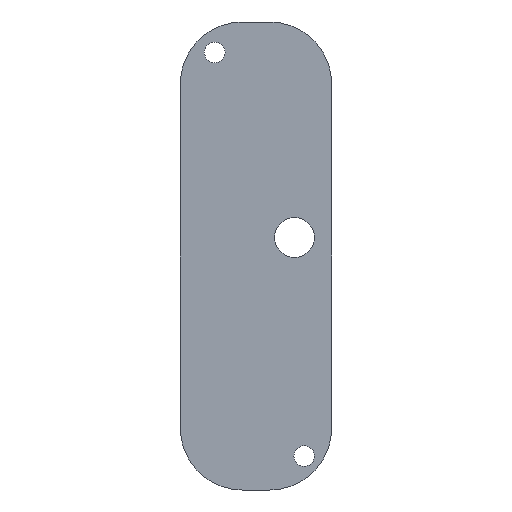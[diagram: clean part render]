
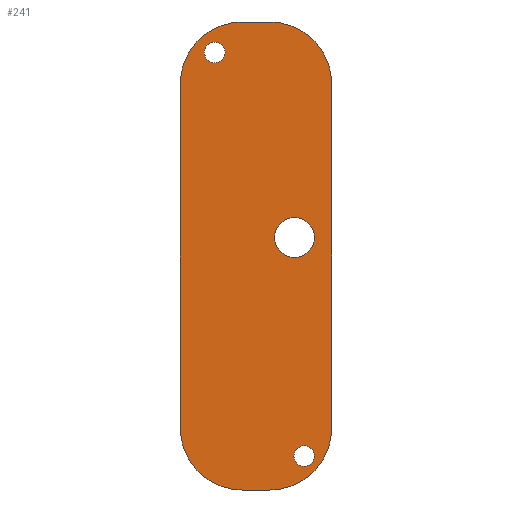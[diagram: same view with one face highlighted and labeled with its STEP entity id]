
A CAD part, front view. The second image highlights one B-rep face of the part: STEP entity #241.
In plain terms, the highlighted planar face has unit normal (0, -1, 0).
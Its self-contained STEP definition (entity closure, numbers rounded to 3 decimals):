
#15=FACE_BOUND('',#43,.T.);
#16=FACE_BOUND('',#44,.T.);
#17=FACE_BOUND('',#45,.T.);
#21=PLANE('',#272);
#29=FACE_OUTER_BOUND('',#42,.T.);
#42=EDGE_LOOP('',(#174,#175,#176,#177,#178,#179,#180,#181));
#43=EDGE_LOOP('',(#182));
#44=EDGE_LOOP('',(#183));
#45=EDGE_LOOP('',(#184));
#61=LINE('',#384,#80);
#62=LINE('',#388,#81);
#63=LINE('',#392,#82);
#64=LINE('',#396,#83);
#80=VECTOR('',#311,10.);
#81=VECTOR('',#314,10.);
#82=VECTOR('',#317,10.);
#83=VECTOR('',#320,10.);
#97=CIRCLE('',#267,1.5);
#99=CIRCLE('',#270,1.5);
#101=CIRCLE('',#273,9.);
#102=CIRCLE('',#274,9.);
#103=CIRCLE('',#275,9.);
#104=CIRCLE('',#276,9.);
#105=CIRCLE('',#277,2.9);
#111=VERTEX_POINT('',#370);
#113=VERTEX_POINT('',#376);
#115=VERTEX_POINT('',#382);
#116=VERTEX_POINT('',#383);
#117=VERTEX_POINT('',#385);
#118=VERTEX_POINT('',#387);
#119=VERTEX_POINT('',#389);
#120=VERTEX_POINT('',#391);
#121=VERTEX_POINT('',#393);
#122=VERTEX_POINT('',#395);
#123=VERTEX_POINT('',#398);
#133=EDGE_CURVE('',#111,#111,#97,.T.);
#136=EDGE_CURVE('',#113,#113,#99,.T.);
#139=EDGE_CURVE('',#115,#116,#61,.T.);
#140=EDGE_CURVE('',#117,#115,#101,.T.);
#141=EDGE_CURVE('',#118,#117,#62,.T.);
#142=EDGE_CURVE('',#119,#118,#102,.T.);
#143=EDGE_CURVE('',#120,#119,#63,.T.);
#144=EDGE_CURVE('',#121,#120,#103,.T.);
#145=EDGE_CURVE('',#122,#121,#64,.T.);
#146=EDGE_CURVE('',#116,#122,#104,.T.);
#147=EDGE_CURVE('',#123,#123,#105,.T.);
#174=ORIENTED_EDGE('',*,*,#139,.F.);
#175=ORIENTED_EDGE('',*,*,#140,.F.);
#176=ORIENTED_EDGE('',*,*,#141,.F.);
#177=ORIENTED_EDGE('',*,*,#142,.F.);
#178=ORIENTED_EDGE('',*,*,#143,.F.);
#179=ORIENTED_EDGE('',*,*,#144,.F.);
#180=ORIENTED_EDGE('',*,*,#145,.F.);
#181=ORIENTED_EDGE('',*,*,#146,.F.);
#182=ORIENTED_EDGE('',*,*,#133,.T.);
#183=ORIENTED_EDGE('',*,*,#136,.T.);
#184=ORIENTED_EDGE('',*,*,#147,.T.);
#241=ADVANCED_FACE('',(#29,#15,#16,#17),#21,.F.);
#267=AXIS2_PLACEMENT_3D('',#371,#297,#298);
#270=AXIS2_PLACEMENT_3D('',#377,#304,#305);
#272=AXIS2_PLACEMENT_3D('',#381,#309,#310);
#273=AXIS2_PLACEMENT_3D('',#386,#312,#313);
#274=AXIS2_PLACEMENT_3D('',#390,#315,#316);
#275=AXIS2_PLACEMENT_3D('',#394,#318,#319);
#276=AXIS2_PLACEMENT_3D('',#397,#321,#322);
#277=AXIS2_PLACEMENT_3D('',#399,#323,#324);
#297=DIRECTION('center_axis',(0.,1.,0.));
#298=DIRECTION('ref_axis',(1.,0.,0.));
#304=DIRECTION('center_axis',(0.,1.,0.));
#305=DIRECTION('ref_axis',(1.,0.,0.));
#309=DIRECTION('center_axis',(0.,1.,0.));
#310=DIRECTION('ref_axis',(0.,0.,1.));
#311=DIRECTION('',(0.,0.,-1.));
#312=DIRECTION('center_axis',(0.,1.,0.));
#313=DIRECTION('ref_axis',(0.707,0.,0.707));
#314=DIRECTION('',(1.,0.,0.));
#315=DIRECTION('center_axis',(0.,1.,0.));
#316=DIRECTION('ref_axis',(-0.707,0.,0.707));
#317=DIRECTION('',(0.,0.,1.));
#318=DIRECTION('center_axis',(0.,1.,0.));
#319=DIRECTION('ref_axis',(-0.707,0.,-0.707));
#320=DIRECTION('',(-1.,0.,0.));
#321=DIRECTION('center_axis',(0.,1.,0.));
#322=DIRECTION('ref_axis',(0.707,0.,-0.707));
#323=DIRECTION('center_axis',(0.,1.,0.));
#324=DIRECTION('ref_axis',(1.,0.,0.));
#370=CARTESIAN_POINT('',(-18.5,0.,-4.426));
#371=CARTESIAN_POINT('Origin',(-17.,0.,-4.426));
#376=CARTESIAN_POINT('',(-5.5,0.,-63.074));
#377=CARTESIAN_POINT('Origin',(-4.,0.,-63.074));
#381=CARTESIAN_POINT('Origin',(-11.,0.,-34.));
#382=CARTESIAN_POINT('',(0.,0.,-9.));
#383=CARTESIAN_POINT('',(0.,0.,-59.));
#384=CARTESIAN_POINT('',(0.,0.,0.));
#385=CARTESIAN_POINT('',(-9.,0.,0.));
#386=CARTESIAN_POINT('Origin',(-9.,0.,-9.));
#387=CARTESIAN_POINT('',(-13.,0.,0.));
#388=CARTESIAN_POINT('',(-22.,0.,0.));
#389=CARTESIAN_POINT('',(-22.,0.,-9.));
#390=CARTESIAN_POINT('Origin',(-13.,0.,-9.));
#391=CARTESIAN_POINT('',(-22.,0.,-59.));
#392=CARTESIAN_POINT('',(-22.,0.,-68.));
#393=CARTESIAN_POINT('',(-13.,0.,-68.));
#394=CARTESIAN_POINT('Origin',(-13.,0.,-59.));
#395=CARTESIAN_POINT('',(-9.,0.,-68.));
#396=CARTESIAN_POINT('',(0.,0.,-68.));
#397=CARTESIAN_POINT('Origin',(-9.,0.,-59.));
#398=CARTESIAN_POINT('',(-8.3,0.,-31.3));
#399=CARTESIAN_POINT('Origin',(-5.4,0.,-31.3));
